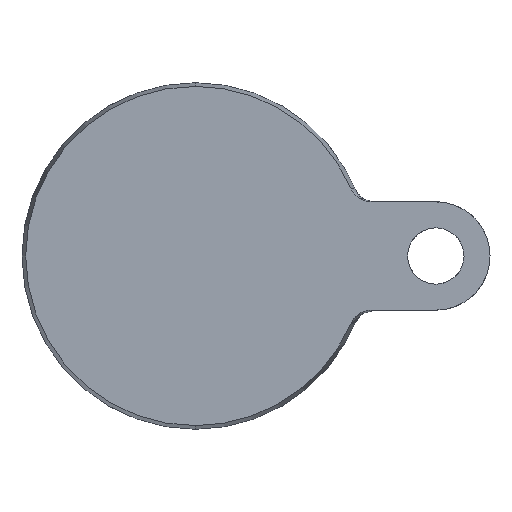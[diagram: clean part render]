
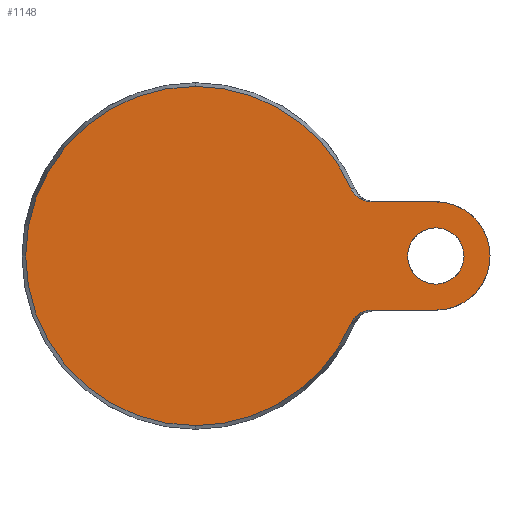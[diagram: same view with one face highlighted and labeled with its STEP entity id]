
A CAD part, front view. The second image highlights one B-rep face of the part: STEP entity #1148.
In plain terms, the highlighted planar face has unit normal (0, -1, 0).
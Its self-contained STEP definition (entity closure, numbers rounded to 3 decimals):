
#4 = CARTESIAN_POINT ( 'NONE',  ( 38.221, 0., 13.07 ) ) ;
#19 = CARTESIAN_POINT ( 'NONE',  ( 35.928, 0., 15.535 ) ) ;
#31 = PLANE ( 'NONE',  #487 ) ;
#44 = AXIS2_PLACEMENT_3D ( 'NONE', #252, #681, #917 ) ;
#49 = CARTESIAN_POINT ( 'NONE',  ( 15., 0., 12.5 ) ) ;
#69 = CARTESIAN_POINT ( 'NONE',  ( 0., 0., 39.143 ) ) ;
#86 = CIRCLE ( 'NONE', #44, 39.143 ) ;
#103 = CARTESIAN_POINT ( 'NONE',  ( 55.5, 0., 12.5 ) ) ;
#113 = CARTESIAN_POINT ( 'NONE',  ( 38.897, 0., 12.778 ) ) ;
#151 = CARTESIAN_POINT ( 'NONE',  ( 36.861, 0., 14.101 ) ) ;
#160 = B_SPLINE_CURVE_WITH_KNOTS ( 'NONE', 3,
 ( #1169, #416, #755, #1057, #1174, #211, #307, #432, #747, #1289, #1065, #647, #192, #838 ),
 .UNSPECIFIED., .F., .F.,
 ( 4, 2, 2, 2, 2, 2, 4 ),
 ( 0., 0.001, 0.002, 0.003, 0.004, 0.004, 0.006 ),
 .UNSPECIFIED. ) ;
#192 = CARTESIAN_POINT ( 'NONE',  ( 40.085, 0., -12.5 ) ) ;
#211 = CARTESIAN_POINT ( 'NONE',  ( 37.397, 0., -13.606 ) ) ;
#216 = FACE_BOUND ( 'NONE', #477, .T. ) ;
#234 = ORIENTED_EDGE ( 'NONE', *, *, #549, .F. ) ;
#252 = CARTESIAN_POINT ( 'NONE',  ( 0., 0., 0. ) ) ;
#258 = LINE ( 'NONE', #49, #442 ) ;
#266 = CARTESIAN_POINT ( 'NONE',  ( 37.4, 0., 13.603 ) ) ;
#280 = CIRCLE ( 'NONE', #1067, 6.5 ) ;
#307 = CARTESIAN_POINT ( 'NONE',  ( 37.591, 0., -13.458 ) ) ;
#310 = EDGE_CURVE ( 'NONE', #1313, #791, #926, .T. ) ;
#311 = VERTEX_POINT ( 'NONE', #340 ) ;
#323 = CARTESIAN_POINT ( 'NONE',  ( 40.579, 0., -12.5 ) ) ;
#329 = AXIS2_PLACEMENT_3D ( 'NONE', #1196, #572, #443 ) ;
#331 = DIRECTION ( 'NONE',  ( 0., 0., -1. ) ) ;
#340 = CARTESIAN_POINT ( 'NONE',  ( 40.579, 0., 12.5 ) ) ;
#350 = CARTESIAN_POINT ( 'NONE',  ( 40.579, 0., 12.5 ) ) ;
#388 = CARTESIAN_POINT ( 'NONE',  ( 36.388, 0., 14.659 ) ) ;
#392 = CARTESIAN_POINT ( 'NONE',  ( 55.5, 0., 6.5 ) ) ;
#416 = CARTESIAN_POINT ( 'NONE',  ( 36.124, 0., -15.081 ) ) ;
#421 = CARTESIAN_POINT ( 'NONE',  ( 15., 0., -12.5 ) ) ;
#432 = CARTESIAN_POINT ( 'NONE',  ( 38., 0., -13.192 ) ) ;
#433 = DIRECTION ( 'NONE',  ( 0., 0., -1. ) ) ;
#442 = VECTOR ( 'NONE', #785, 1000. ) ;
#443 = DIRECTION ( 'NONE',  ( 0., 0., 1. ) ) ;
#448 = CARTESIAN_POINT ( 'NONE',  ( 55.5, 0., 0. ) ) ;
#460 = EDGE_CURVE ( 'NONE', #1136, #674, #86, .T. ) ;
#462 = CARTESIAN_POINT ( 'NONE',  ( 0., 0., 0. ) ) ;
#467 = DIRECTION ( 'NONE',  ( 0., 0., 1. ) ) ;
#471 = CIRCLE ( 'NONE', #516, 39.143 ) ;
#477 = EDGE_LOOP ( 'NONE', ( #594, #1258 ) ) ;
#486 = ORIENTED_EDGE ( 'NONE', *, *, #460, .T. ) ;
#487 = AXIS2_PLACEMENT_3D ( 'NONE', #568, #989, #467 ) ;
#516 = AXIS2_PLACEMENT_3D ( 'NONE', #910, #923, #829 ) ;
#522 = EDGE_CURVE ( 'NONE', #663, #882, #471, .T. ) ;
#547 = DIRECTION ( 'NONE',  ( 0., 0., 1. ) ) ;
#549 = EDGE_CURVE ( 'NONE', #1010, #676, #718, .T. ) ;
#568 = CARTESIAN_POINT ( 'NONE',  ( -39.143, 0., 0. ) ) ;
#572 = DIRECTION ( 'NONE',  ( 0., 1., 0. ) ) ;
#594 = ORIENTED_EDGE ( 'NONE', *, *, #655, .T. ) ;
#604 = B_SPLINE_CURVE_WITH_KNOTS ( 'NONE', 3,
 ( #350, #779, #1070, #113, #959, #4, #851, #1025, #266, #886, #151, #388, #898, #1319 ),
 .UNSPECIFIED., .F., .F.,
 ( 4, 2, 2, 2, 2, 2, 4 ),
 ( 0., 0.001, 0.002, 0.003, 0.004, 0.004, 0.006 ),
 .UNSPECIFIED. ) ;
#625 = ORIENTED_EDGE ( 'NONE', *, *, #1059, .F. ) ;
#647 = CARTESIAN_POINT ( 'NONE',  ( 39.592, 0., -12.572 ) ) ;
#650 = CARTESIAN_POINT ( 'NONE',  ( 55.5, 0., 0. ) ) ;
#651 = DIRECTION ( 'NONE',  ( 0., -1., 0. ) ) ;
#655 = EDGE_CURVE ( 'NONE', #791, #1313, #280, .T. ) ;
#661 = EDGE_CURVE ( 'NONE', #882, #1136, #664, .T. ) ;
#663 = VERTEX_POINT ( 'NONE', #19 ) ;
#664 = CIRCLE ( 'NONE', #839, 39.143 ) ;
#674 = VERTEX_POINT ( 'NONE', #863 ) ;
#676 = VERTEX_POINT ( 'NONE', #323 ) ;
#681 = DIRECTION ( 'NONE',  ( 0., -1., 0. ) ) ;
#716 = ORIENTED_EDGE ( 'NONE', *, *, #522, .T. ) ;
#718 = LINE ( 'NONE', #421, #1360 ) ;
#747 = CARTESIAN_POINT ( 'NONE',  ( 38.218, 0., -13.072 ) ) ;
#750 = AXIS2_PLACEMENT_3D ( 'NONE', #650, #1007, #433 ) ;
#755 = CARTESIAN_POINT ( 'NONE',  ( 36.381, 0., -14.668 ) ) ;
#763 = EDGE_CURVE ( 'NONE', #311, #663, #604, .T. ) ;
#779 = CARTESIAN_POINT ( 'NONE',  ( 40.085, 0., 12.5 ) ) ;
#785 = DIRECTION ( 'NONE',  ( 1., 0., 0. ) ) ;
#791 = VERTEX_POINT ( 'NONE', #907 ) ;
#805 = EDGE_CURVE ( 'NONE', #311, #986, #258, .T. ) ;
#829 = DIRECTION ( 'NONE',  ( 0., 0., -1. ) ) ;
#838 = CARTESIAN_POINT ( 'NONE',  ( 40.579, 0., -12.5 ) ) ;
#839 = AXIS2_PLACEMENT_3D ( 'NONE', #462, #651, #331 ) ;
#851 = CARTESIAN_POINT ( 'NONE',  ( 38.008, 0., 13.187 ) ) ;
#863 = CARTESIAN_POINT ( 'NONE',  ( 35.928, 0., -15.535 ) ) ;
#882 = VERTEX_POINT ( 'NONE', #69 ) ;
#886 = CARTESIAN_POINT ( 'NONE',  ( 37.032, 0., 13.927 ) ) ;
#898 = CARTESIAN_POINT ( 'NONE',  ( 36.124, 0., 15.081 ) ) ;
#907 = CARTESIAN_POINT ( 'NONE',  ( 55.5, 0., -6.5 ) ) ;
#910 = CARTESIAN_POINT ( 'NONE',  ( 0., 0., 0. ) ) ;
#917 = DIRECTION ( 'NONE',  ( 0., 0., -1. ) ) ;
#923 = DIRECTION ( 'NONE',  ( 0., -1., 0. ) ) ;
#926 = CIRCLE ( 'NONE', #329, 6.5 ) ;
#934 = CARTESIAN_POINT ( 'NONE',  ( 55.5, 0., -12.5 ) ) ;
#959 = CARTESIAN_POINT ( 'NONE',  ( 38.665, 0., 12.866 ) ) ;
#960 = ORIENTED_EDGE ( 'NONE', *, *, #763, .T. ) ;
#969 = EDGE_LOOP ( 'NONE', ( #1141, #960, #716, #1368, #486, #1267, #234, #625 ) ) ;
#986 = VERTEX_POINT ( 'NONE', #103 ) ;
#989 = DIRECTION ( 'NONE',  ( 0., 1., 0. ) ) ;
#1007 = DIRECTION ( 'NONE',  ( 0., 1., 0. ) ) ;
#1010 = VERTEX_POINT ( 'NONE', #934 ) ;
#1025 = CARTESIAN_POINT ( 'NONE',  ( 37.598, 0., 13.453 ) ) ;
#1057 = CARTESIAN_POINT ( 'NONE',  ( 36.857, 0., -14.106 ) ) ;
#1059 = EDGE_CURVE ( 'NONE', #986, #1010, #1355, .T. ) ;
#1065 = CARTESIAN_POINT ( 'NONE',  ( 38.891, 0., -12.781 ) ) ;
#1067 = AXIS2_PLACEMENT_3D ( 'NONE', #448, #1079, #547 ) ;
#1070 = CARTESIAN_POINT ( 'NONE',  ( 39.603, 0., 12.57 ) ) ;
#1079 = DIRECTION ( 'NONE',  ( 0., 1., 0. ) ) ;
#1136 = VERTEX_POINT ( 'NONE', #1324 ) ;
#1141 = ORIENTED_EDGE ( 'NONE', *, *, #805, .F. ) ;
#1144 = DIRECTION ( 'NONE',  ( -1., 0., 0. ) ) ;
#1148 = ADVANCED_FACE ( 'NONE', ( #1179, #216 ), #31, .F. ) ;
#1169 = CARTESIAN_POINT ( 'NONE',  ( 35.928, 0., -15.535 ) ) ;
#1174 = CARTESIAN_POINT ( 'NONE',  ( 37.031, 0., -13.929 ) ) ;
#1179 = FACE_OUTER_BOUND ( 'NONE', #969, .T. ) ;
#1196 = CARTESIAN_POINT ( 'NONE',  ( 55.5, 0., 0. ) ) ;
#1258 = ORIENTED_EDGE ( 'NONE', *, *, #310, .T. ) ;
#1267 = ORIENTED_EDGE ( 'NONE', *, *, #1348, .T. ) ;
#1289 = CARTESIAN_POINT ( 'NONE',  ( 38.663, 0., -12.866 ) ) ;
#1313 = VERTEX_POINT ( 'NONE', #392 ) ;
#1319 = CARTESIAN_POINT ( 'NONE',  ( 35.928, 0., 15.535 ) ) ;
#1324 = CARTESIAN_POINT ( 'NONE',  ( 0., 0., -39.143 ) ) ;
#1348 = EDGE_CURVE ( 'NONE', #674, #676, #160, .T. ) ;
#1355 = CIRCLE ( 'NONE', #750, 12.5 ) ;
#1360 = VECTOR ( 'NONE', #1144, 1000. ) ;
#1368 = ORIENTED_EDGE ( 'NONE', *, *, #661, .T. ) ;
